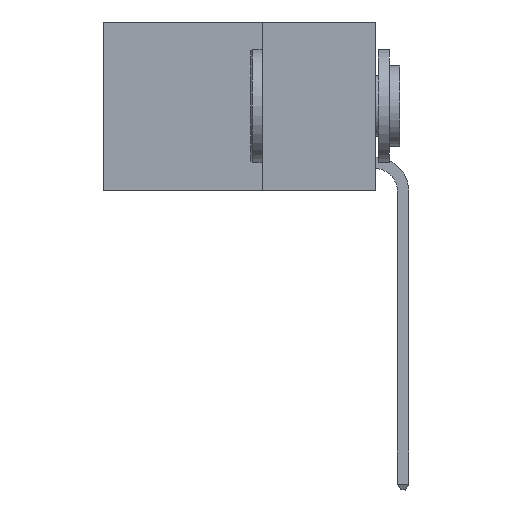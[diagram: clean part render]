
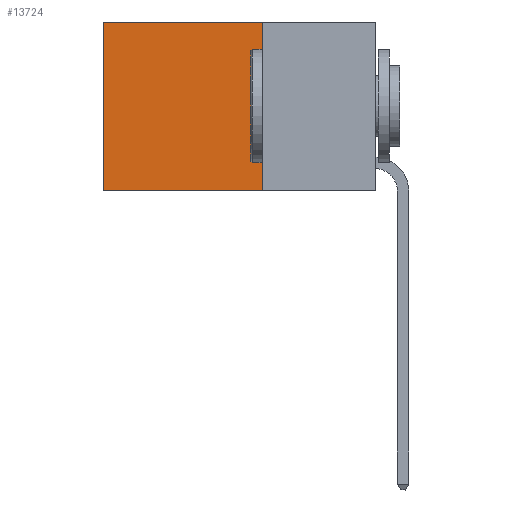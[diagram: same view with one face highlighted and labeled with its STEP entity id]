
A CAD part, left-side view. The second image highlights one B-rep face of the part: STEP entity #13724.
In plain terms, the highlighted planar face has unit normal (-1, 0, 0).
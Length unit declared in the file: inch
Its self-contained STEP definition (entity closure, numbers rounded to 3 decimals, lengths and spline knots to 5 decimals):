
#81 = VERTEX_POINT ( 'NONE', #6153 ) ;
#334 = DIRECTION ( 'NONE',  ( 0., 1., 0. ) ) ;
#509 = ORIENTED_EDGE ( 'NONE', *, *, #4104, .T. ) ;
#875 = DIRECTION ( 'NONE',  ( 0., 0., -1. ) ) ;
#1344 = CARTESIAN_POINT ( 'NONE',  ( 0.2625, 0.25, 0. ) ) ;
#2061 = VERTEX_POINT ( 'NONE', #9671 ) ;
#2116 = LINE ( 'NONE', #2660, #13245 ) ;
#2347 = VERTEX_POINT ( 'NONE', #5357 ) ;
#2638 = LINE ( 'NONE', #10566, #15863 ) ;
#2660 = CARTESIAN_POINT ( 'NONE',  ( 0.2625, 0.25, 0. ) ) ;
#2851 = DIRECTION ( 'NONE',  ( 0., 1., 0. ) ) ;
#3640 = CARTESIAN_POINT ( 'NONE',  ( 0.2625, 0.6, 0. ) ) ;
#3717 = FACE_OUTER_BOUND ( 'NONE', #13000, .T. ) ;
#4104 = EDGE_CURVE ( 'NONE', #2347, #4164, #2116, .T. ) ;
#4164 = VERTEX_POINT ( 'NONE', #3640 ) ;
#5072 = ORIENTED_EDGE ( 'NONE', *, *, #15802, .T. ) ;
#5357 = CARTESIAN_POINT ( 'NONE',  ( 0.2625, 0.25, 0. ) ) ;
#5496 = DIRECTION ( 'NONE',  ( 0., 0., -1. ) ) ;
#6129 = PLANE ( 'NONE',  #7204 ) ;
#6153 = CARTESIAN_POINT ( 'NONE',  ( 0.2625, 0.6, -0.37 ) ) ;
#6474 = LINE ( 'NONE', #1344, #16177 ) ;
#6883 = CARTESIAN_POINT ( 'NONE',  ( 0.2625, 0.25, -0.37 ) ) ;
#7204 = AXIS2_PLACEMENT_3D ( 'NONE', #16261, #8712, #875 ) ;
#8336 = ORIENTED_EDGE ( 'NONE', *, *, #11634, .F. ) ;
#8712 = DIRECTION ( 'NONE',  ( 1., 0., 0. ) ) ;
#9163 = DIRECTION ( 'NONE',  ( 0., 0., -1. ) ) ;
#9490 = LINE ( 'NONE', #6883, #9877 ) ;
#9671 = CARTESIAN_POINT ( 'NONE',  ( 0.2625, 0.25, -0.37 ) ) ;
#9877 = VECTOR ( 'NONE', #334, 39.37008 ) ;
#10566 = CARTESIAN_POINT ( 'NONE',  ( 0.2625, 0.6, 0. ) ) ;
#11490 = EDGE_CURVE ( 'NONE', #2347, #2061, #6474, .T. ) ;
#11634 = EDGE_CURVE ( 'NONE', #2061, #81, #9490, .T. ) ;
#13000 = EDGE_LOOP ( 'NONE', ( #5072, #8336, #16426, #509 ) ) ;
#13245 = VECTOR ( 'NONE', #2851, 39.37008 ) ;
#13724 = ADVANCED_FACE ( 'NONE', ( #3717 ), #6129, .F. ) ;
#15802 = EDGE_CURVE ( 'NONE', #4164, #81, #2638, .T. ) ;
#15863 = VECTOR ( 'NONE', #5496, 39.37008 ) ;
#16177 = VECTOR ( 'NONE', #9163, 39.37008 ) ;
#16261 = CARTESIAN_POINT ( 'NONE',  ( 0.2625, 0.25, 0. ) ) ;
#16426 = ORIENTED_EDGE ( 'NONE', *, *, #11490, .F. ) ;
